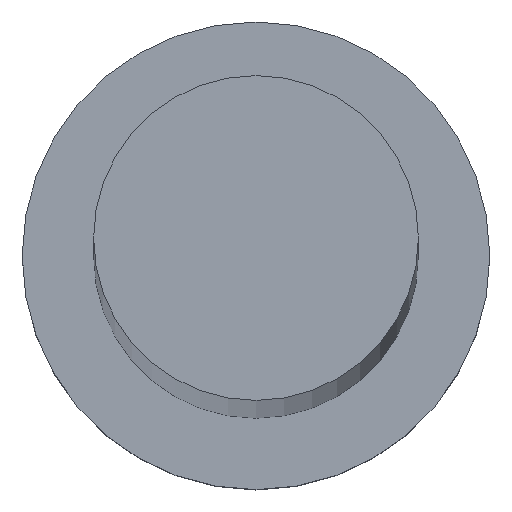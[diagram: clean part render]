
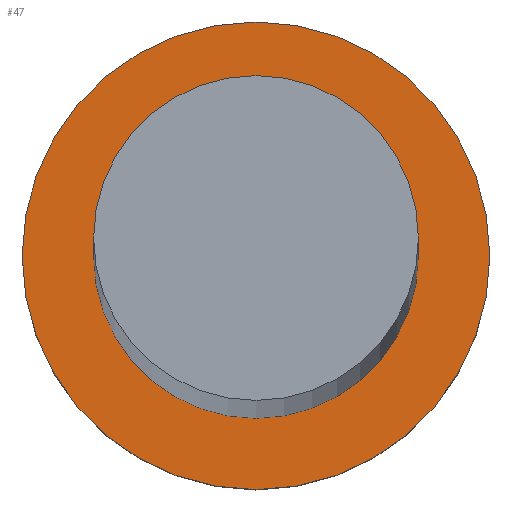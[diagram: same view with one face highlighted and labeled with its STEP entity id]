
A CAD part, top view. The second image highlights one B-rep face of the part: STEP entity #47.
In plain terms, the highlighted planar face has unit normal (0, 0, 1).
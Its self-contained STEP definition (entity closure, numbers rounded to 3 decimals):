
#2 = DIRECTION ( 'NONE',  ( 0., 0., 1. ) ) ;
#10 = AXIS2_PLACEMENT_3D ( 'NONE', #173, #2, #116 ) ;
#17 = EDGE_CURVE ( 'NONE', #172, #53, #49, .T. ) ;
#27 = AXIS2_PLACEMENT_3D ( 'NONE', #251, #186, #120 ) ;
#33 = CARTESIAN_POINT ( 'NONE',  ( 0., 0., 7. ) ) ;
#39 = AXIS2_PLACEMENT_3D ( 'NONE', #84, #112, #175 ) ;
#47 = ADVANCED_FACE ( 'NONE', ( #179, #223 ), #242, .T. ) ;
#49 = CIRCLE ( 'NONE', #158, 6.25 ) ;
#53 = VERTEX_POINT ( 'NONE', #247 ) ;
#84 = CARTESIAN_POINT ( 'NONE',  ( 0., 0., 7. ) ) ;
#87 = ORIENTED_EDGE ( 'NONE', *, *, #206, .T. ) ;
#88 = VERTEX_POINT ( 'NONE', #181 ) ;
#102 = CIRCLE ( 'NONE', #39, 6.25 ) ;
#103 = ORIENTED_EDGE ( 'NONE', *, *, #146, .F. ) ;
#112 = DIRECTION ( 'NONE',  ( 0., 0., 1. ) ) ;
#113 = EDGE_LOOP ( 'NONE', ( #103, #210 ) ) ;
#116 = DIRECTION ( 'NONE',  ( 1., 0., 0. ) ) ;
#120 = DIRECTION ( 'NONE',  ( 1., 0., 0. ) ) ;
#143 = DIRECTION ( 'NONE',  ( 1., 0., 0. ) ) ;
#146 = EDGE_CURVE ( 'NONE', #53, #172, #102, .T. ) ;
#149 = ORIENTED_EDGE ( 'NONE', *, *, #174, .T. ) ;
#158 = AXIS2_PLACEMENT_3D ( 'NONE', #219, #160, #143 ) ;
#160 = DIRECTION ( 'NONE',  ( 0., 0., 1. ) ) ;
#168 = DIRECTION ( 'NONE',  ( 0., 0., 1. ) ) ;
#172 = VERTEX_POINT ( 'NONE', #196 ) ;
#173 = CARTESIAN_POINT ( 'NONE',  ( 0., 0., 7. ) ) ;
#174 = EDGE_CURVE ( 'NONE', #88, #215, #254, .T. ) ;
#175 = DIRECTION ( 'NONE',  ( 1., 0., 0. ) ) ;
#179 = FACE_BOUND ( 'NONE', #113, .T. ) ;
#181 = CARTESIAN_POINT ( 'NONE',  ( -9., 0., 7. ) ) ;
#186 = DIRECTION ( 'NONE',  ( 0., 0., 1. ) ) ;
#196 = CARTESIAN_POINT ( 'NONE',  ( 6.25, 0., 7. ) ) ;
#197 = EDGE_LOOP ( 'NONE', ( #149, #87 ) ) ;
#199 = AXIS2_PLACEMENT_3D ( 'NONE', #33, #168, #211 ) ;
#206 = EDGE_CURVE ( 'NONE', #215, #88, #250, .T. ) ;
#209 = CARTESIAN_POINT ( 'NONE',  ( 9., 0., 7. ) ) ;
#210 = ORIENTED_EDGE ( 'NONE', *, *, #17, .F. ) ;
#211 = DIRECTION ( 'NONE',  ( 1., 0., 0. ) ) ;
#215 = VERTEX_POINT ( 'NONE', #209 ) ;
#219 = CARTESIAN_POINT ( 'NONE',  ( 0., 0., 7. ) ) ;
#223 = FACE_OUTER_BOUND ( 'NONE', #197, .T. ) ;
#242 = PLANE ( 'NONE',  #27 ) ;
#247 = CARTESIAN_POINT ( 'NONE',  ( -6.25, 0., 7. ) ) ;
#250 = CIRCLE ( 'NONE', #199, 9. ) ;
#251 = CARTESIAN_POINT ( 'NONE',  ( 0., 0., 7. ) ) ;
#254 = CIRCLE ( 'NONE', #10, 9. ) ;
